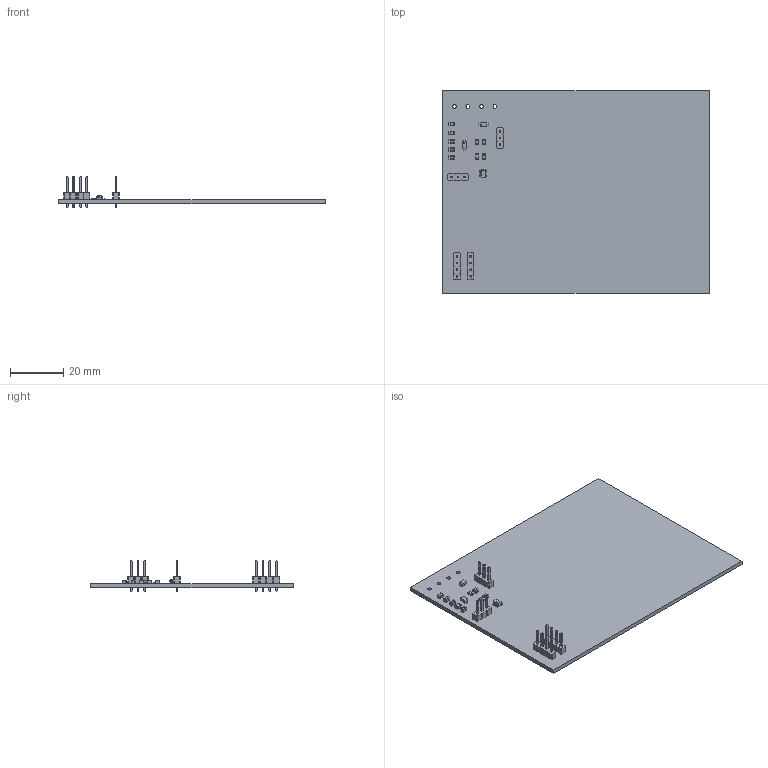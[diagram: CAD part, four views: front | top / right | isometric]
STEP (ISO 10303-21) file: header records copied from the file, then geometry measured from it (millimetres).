
FILE_DESCRIPTION(('KiCad electronic assembly'),'2;1');
FILE_NAME('ws2812-stm32-interface.step','2018-10-11T01:00:45',( 'An Author'),('A Company'),'Open CASCADE STEP processor 6.9', 'KiCad to STEP converter','Unknown');
FILE_SCHEMA(('AUTOMOTIVE_DESIGN { 1 0 10303 214 1 1 1 1 }'));
Length unit declared in the file: millimetre
Products named in the file (16): Open CASCADE STEP translator 6.9 1; LED_0805_2012Metric; SOLID; R_0805_2012Metric; PinHeader_1x04_P2.54mm_Vertical; PinHeader_1x03_P2.54mm_Vertical; SOT-23-5; D_SOD-123F; C_0805_2012Metric; COMPOUND
Assembly tree (24 placements, depth 3):
  Open CASCADE STEP translator 6.9 1
    LED_0805_2012Metric  x2
      SOLID
    R_0805_2012Metric  x2
      SOLID
    PinHeader_1x04_P2.54mm_Vertical  x2
      SOLID
    PinHeader_1x03_P2.54mm_Vertical  x2
      SOLID
    SOT-23-5
      SOLID
    D_SOD-123F  x2
      SOLID
    C_0805_2012Metric  x5
      SOLID
    COMPOUND
Bounding box: 100.33 x 76.2 x 11.54 mm (x, y, z)
Volume: 12516.5 mm3; surface area: 16815.1 mm2
Topology: 17 solids, 17 shells, 831 faces, 2061 edges, 1306 vertices
Faces by surface type: plane 652, cylinder 130, bspline 49
Full cylindrical faces by diameter (mm): 1 x14, 1.4 x4
Entity records: 30389 total; most frequent: CARTESIAN_POINT 4981, DIRECTION 4101, LINE 2901, VECTOR 2901, ORIENTED_EDGE 2188, PCURVE 2188, DEFINITIONAL_REPRESENTATION 2188, EDGE_CURVE 1094
